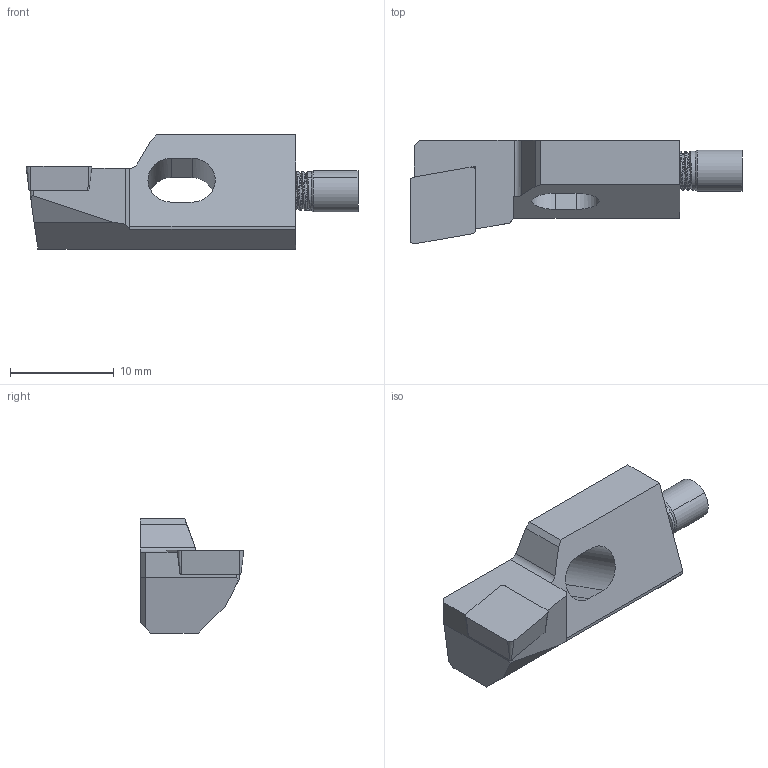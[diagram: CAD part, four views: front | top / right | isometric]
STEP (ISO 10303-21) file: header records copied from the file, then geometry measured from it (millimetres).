
FILE_DESCRIPTION (( 'STEP AP214' ), '1' );
FILE_NAME ('SCFCR-08CA-06.STP', '2023-11-07T08:55:10', ( '' ), ( '' ), 'SwSTEP 2.0', 'SolidWorks 2018', '' );
FILE_SCHEMA (( 'AUTOMOTIVE_DESIGN' ));
Length unit declared in the file: millimetre
Products named in the file (1): SCFCR-08CA-06
Bounding box: 32 x 10 x 11 mm (x, y, z)
Volume: 1551 mm3; surface area: 1221.1 mm2
Topology: 2 solids, 2 shells, 54 faces, 142 edges, 93 vertices
Faces by surface type: plane 32, cylinder 12, cone 7, bspline 3
Entity records: 3365 total; most frequent: CARTESIAN_POINT 1444, ORIENTED_EDGE 284, DIRECTION 244, EDGE_CURVE 142, LINE 96, VECTOR 96, VERTEX_POINT 93, AXIS2_PLACEMENT_3D 74
